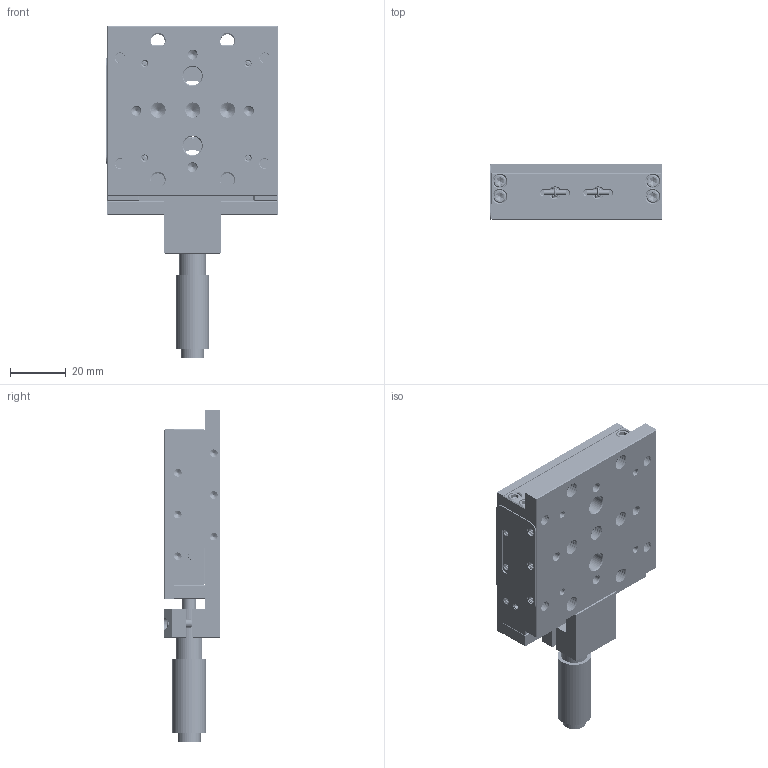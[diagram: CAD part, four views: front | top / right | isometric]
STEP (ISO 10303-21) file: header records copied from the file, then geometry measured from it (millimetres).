
FILE_DESCRIPTION((''),'2;1');
FILE_NAME('TSX-LD1_ASM','2023-09-01T10:02:35',('R&D'),(''),'CREO PARAMETRIC BY PTC INC, 2021063','CREO PARAMETRIC BY PTC INC, 2021063','');
FILE_SCHEMA(('CONFIG_CONTROL_DESIGN'));
Products named in the file (23): TSX-LD1-A1; TSX-LD1-A2; TSX-LD1-A3; TSX-LD1-A4; TSX-LD1-A5; TSX-LD1-A6; TSX-LD1-A7; TSX-LD1-A8; TSX-LD1-B1_ASM; TSX-LD1-A9; TSX-LD1-A10; TSX-LD1-A11; TSX-LD1-B2_ASM; TSX-LD1-A12; ISHCS0402; TSX-LD1-A13; TSX-LD1-A14; TSX-LD1-A15; ISHCS0402-2; TSX-LD1-A16; TSX-LD1-A17; TSX-LD1-A18; TSX-LD1_ASM
Assembly tree (53 placements, depth 3):
  TSX-LD1_ASM
    TSX-LD1-A1
    TSX-LD1-A2  x4
    TSX-LD1-A3
    TSX-LD1-A4  x4
    TSX-LD1-A5  x4
    TSX-LD1-A6
    TSX-LD1-B1_ASM  x2
      TSX-LD1-A7
      TSX-LD1-A8
    TSX-LD1-B2_ASM
      TSX-LD1-A9
      TSX-LD1-A10  x2
      TSX-LD1-A11  x2
    TSX-LD1-A12  x2
    ISHCS0402  x9
    TSX-LD1-A13
    TSX-LD1-A14
    TSX-LD1-A15
    ISHCS0402-2  x2
    TSX-LD1-A16  x3
    TSX-LD1-A17
    TSX-LD1-A18
Bounding box: 61.6 x 20.4 x 119.4 mm (x, y, z)
Volume: 71205.1 mm3; surface area: 49197.8 mm2
Topology: 61 solids, 113 shells, 2887 faces, 7512 edges, 4723 vertices
Faces by surface type: cylinder 1512, bspline 617, plane 500, cone 184, torus 42, sphere 32
Entity records: 163572 total; most frequent: CARTESIAN_POINT 114599, ORIENTED_EDGE 11466, DIRECTION 7422, EDGE_CURVE 5840, VERTEX_POINT 3757, B_SPLINE_CURVE_WITH_KNOTS 2760, AXIS2_PLACEMENT_3D 2595, EDGE_LOOP 2407
